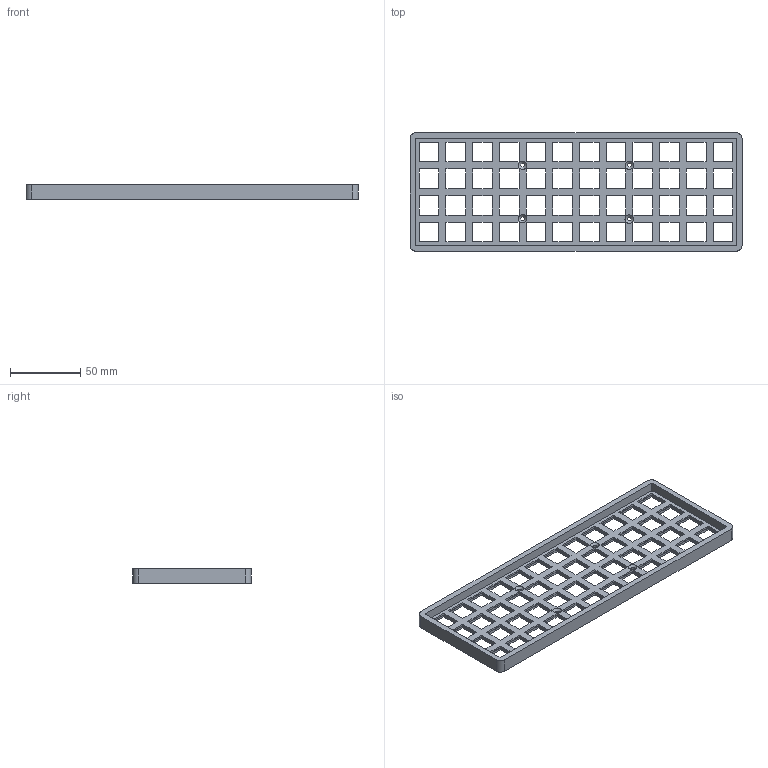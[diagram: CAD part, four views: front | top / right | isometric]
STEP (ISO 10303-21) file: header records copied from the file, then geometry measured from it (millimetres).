
FILE_DESCRIPTION(/* description */ (''),/* implementation_level */ '2;1');
FILE_NAME(/* name */ 'VOID40OP - Top GRID.step',/* time_stamp */ '2021-04-01T13:19:40+03:00',/* author */ (''),/* organization */ (''),/* preprocessor_version */ 'ST-DEVELOPER v18.1',/* originating_system */ 'Autodesk Translation Framework v9.10.0.1330',/* authorisation */ '');
FILE_SCHEMA (('AUTOMOTIVE_DESIGN { 1 0 10303 214 3 1 1 }'));
Length unit declared in the file: millimetre
Products named in the file (1): VOID40 One Piece GRID
Bounding box: 236.74 x 84.27 x 10 mm (x, y, z)
Volume: 47520.1 mm3; surface area: 43667.1 mm2
Topology: 1 solids, 1 shells, 487 faces, 1280 edges, 852 vertices
Faces by surface type: plane 459, cylinder 24, cone 4
Full cylindrical faces by diameter (mm): 2.95 x8
Entity records: 14964 total; most frequent: CARTESIAN_POINT 2620, ORIENTED_EDGE 2560, DIRECTION 2308, EDGE_CURVE 1280, LINE 1228, VECTOR 1228, VERTEX_POINT 852, EDGE_LOOP 648
